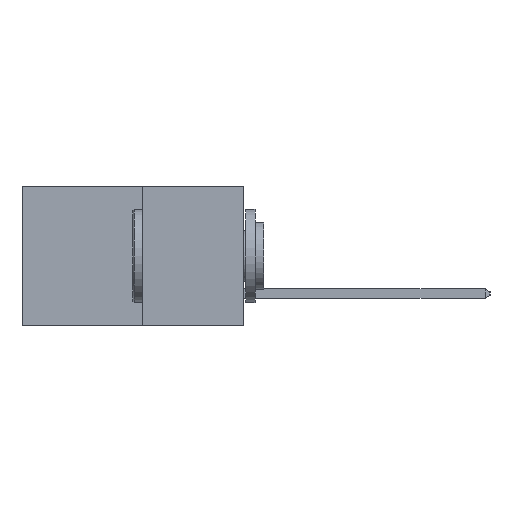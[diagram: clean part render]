
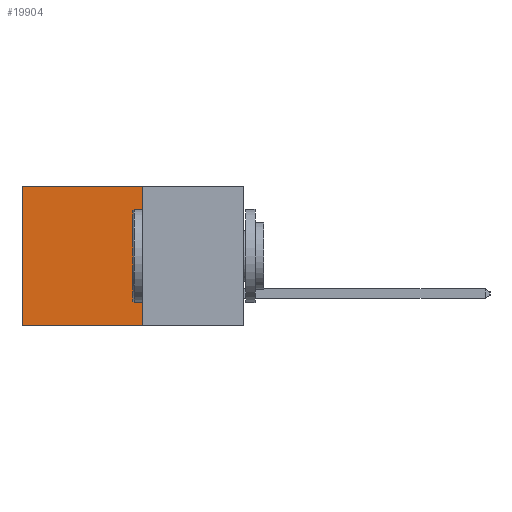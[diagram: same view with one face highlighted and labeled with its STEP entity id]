
A CAD part, left-side view. The second image highlights one B-rep face of the part: STEP entity #19904.
In plain terms, the highlighted planar face has unit normal (-1, 0, 0).
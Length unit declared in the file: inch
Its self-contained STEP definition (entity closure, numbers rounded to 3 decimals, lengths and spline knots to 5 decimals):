
#3708 = DIRECTION ( 'NONE',  ( 0., 0., -1. ) ) ;
#4109 = EDGE_CURVE ( 'NONE', #24572, #22151, #27922, .T. ) ;
#4977 = FACE_OUTER_BOUND ( 'NONE', #13886, .T. ) ;
#5815 = LINE ( 'NONE', #13797, #28614 ) ;
#5906 = ORIENTED_EDGE ( 'NONE', *, *, #7877, .T. ) ;
#6272 = CARTESIAN_POINT ( 'NONE',  ( 0.277, 0.59, -0.37 ) ) ;
#7210 = EDGE_CURVE ( 'NONE', #22151, #29389, #27247, .T. ) ;
#7877 = EDGE_CURVE ( 'NONE', #22031, #29389, #14770, .T. ) ;
#7988 = CARTESIAN_POINT ( 'NONE',  ( 0.277, 0.27, -0.37 ) ) ;
#8711 = VECTOR ( 'NONE', #3708, 39.37008 ) ;
#8825 = AXIS2_PLACEMENT_3D ( 'NONE', #7988, #10299, #26220 ) ;
#9778 = VECTOR ( 'NONE', #25699, 39.37008 ) ;
#10299 = DIRECTION ( 'NONE',  ( 1., 0., 0. ) ) ;
#10669 = DIRECTION ( 'NONE',  ( 0., 1., 0. ) ) ;
#13797 = CARTESIAN_POINT ( 'NONE',  ( 0.277, 0.27, 0. ) ) ;
#13886 = EDGE_LOOP ( 'NONE', ( #5906, #20564, #22300, #15764 ) ) ;
#14748 = CARTESIAN_POINT ( 'NONE',  ( 0.277, 0.27, -0.37 ) ) ;
#14770 = LINE ( 'NONE', #24208, #8711 ) ;
#15168 = VECTOR ( 'NONE', #10669, 39.37008 ) ;
#15764 = ORIENTED_EDGE ( 'NONE', *, *, #16972, .T. ) ;
#16096 = DIRECTION ( 'NONE',  ( 0., 1., 0. ) ) ;
#16972 = EDGE_CURVE ( 'NONE', #24572, #22031, #5815, .T. ) ;
#19904 = ADVANCED_FACE ( 'NONE', ( #4977 ), #21664, .F. ) ;
#20564 = ORIENTED_EDGE ( 'NONE', *, *, #7210, .F. ) ;
#21107 = CARTESIAN_POINT ( 'NONE',  ( 0.277, 0.27, 0. ) ) ;
#21664 = PLANE ( 'NONE',  #8825 ) ;
#22031 = VERTEX_POINT ( 'NONE', #25700 ) ;
#22151 = VERTEX_POINT ( 'NONE', #14748 ) ;
#22300 = ORIENTED_EDGE ( 'NONE', *, *, #4109, .F. ) ;
#24208 = CARTESIAN_POINT ( 'NONE',  ( 0.277, 0.59, -0.37 ) ) ;
#24359 = CARTESIAN_POINT ( 'NONE',  ( 0.277, 0.27, -0.37 ) ) ;
#24572 = VERTEX_POINT ( 'NONE', #21107 ) ;
#25699 = DIRECTION ( 'NONE',  ( 0., 0., -1. ) ) ;
#25700 = CARTESIAN_POINT ( 'NONE',  ( 0.277, 0.59, 0. ) ) ;
#25954 = CARTESIAN_POINT ( 'NONE',  ( 0.277, 0.27, -0.37 ) ) ;
#26220 = DIRECTION ( 'NONE',  ( 0., 0., -1. ) ) ;
#27247 = LINE ( 'NONE', #24359, #15168 ) ;
#27922 = LINE ( 'NONE', #25954, #9778 ) ;
#28614 = VECTOR ( 'NONE', #16096, 39.37008 ) ;
#29389 = VERTEX_POINT ( 'NONE', #6272 ) ;
